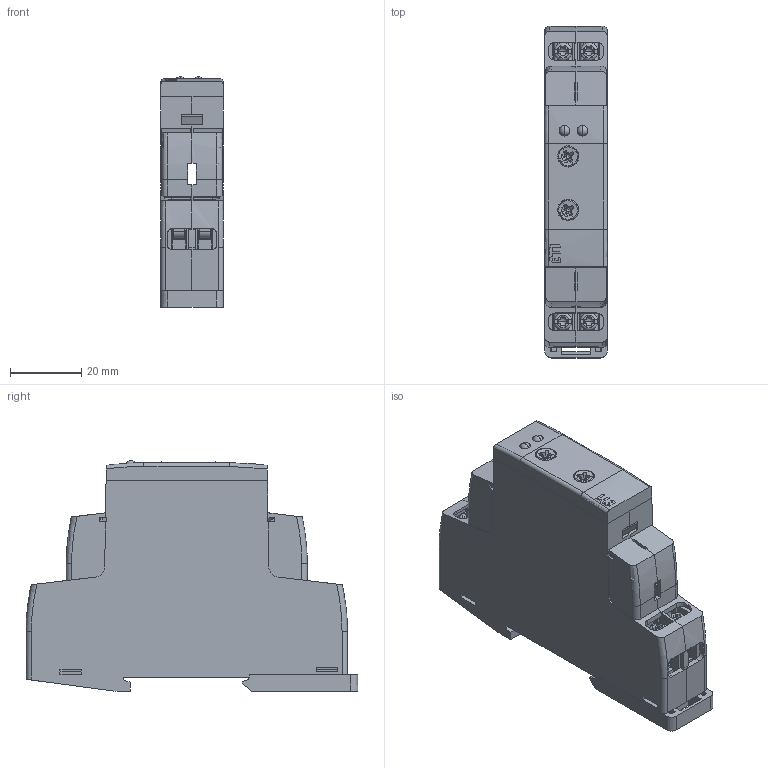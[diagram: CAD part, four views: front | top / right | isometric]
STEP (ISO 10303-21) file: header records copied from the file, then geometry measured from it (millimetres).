
FILE_DESCRIPTION((''),'2;1');
FILE_NAME('CRM-46_230_ETI_ASM','2022-06-27T07:16:51',('klemen.sitar'),('Audax d.o.o.'),'CREO PARAMETRIC BY PTC INC, 2021304','CREO PARAMETRIC BY PTC INC, 2021304','');
FILE_SCHEMA(('AP242_MANAGED_MODEL_BASED_3D_ENGINEERING_MIM_LF { 1 0 10303 442 1 1 4 }'));
Products named in the file (21): PE_1110_11; BREP_2; BREP_3; BREP_4; BREP_5; BREP_6; BREP_7; BREP_8; BREP_9; BREP_10; BREP_11; BREP_12; BREP_13; DR_X2_017E00E1_X0_K_T_X2_015-26; DR_X2_017E00E1_X0_K_T_X2_015-27; BREP_16; BREP_17; BREP_1; DOCUMENT_A; ETI_LOGO; CRM-46_230_ETI_ASM
Assembly tree (20 placements, depth 2):
  CRM-46_230_ETI_ASM
    PE_1110_11
    BREP_2
    BREP_3
    BREP_4
    BREP_5
    BREP_6
    BREP_7
    BREP_8
    BREP_9
    BREP_10
    BREP_11
    BREP_12
    BREP_13
    DR_X2_017E00E1_X0_K_T_X2_015-26
    DR_X2_017E00E1_X0_K_T_X2_015-27
    BREP_16
    BREP_17
    BREP_1
    DOCUMENT_A
    ETI_LOGO
Bounding box: 17.6 x 92.95 x 64.6 mm (x, y, z)
Volume: 20842.8 mm3; surface area: 37550.8 mm2
Topology: 21 solids, 25 shells, 1360 faces, 3886 edges, 2537 vertices
Faces by surface type: plane 991, cylinder 241, cone 44, torus 40, bspline 26, sphere 18
Entity records: 72125 total; most frequent: CARTESIAN_POINT 13209, ORIENTED_EDGE 7686, DIRECTION 6896, PRESENTATION_STYLE_ASSIGNMENT 5275, STYLED_ITEM 5275, CURVE_STYLE 3890, EDGE_CURVE 3867, VECTOR 2882
